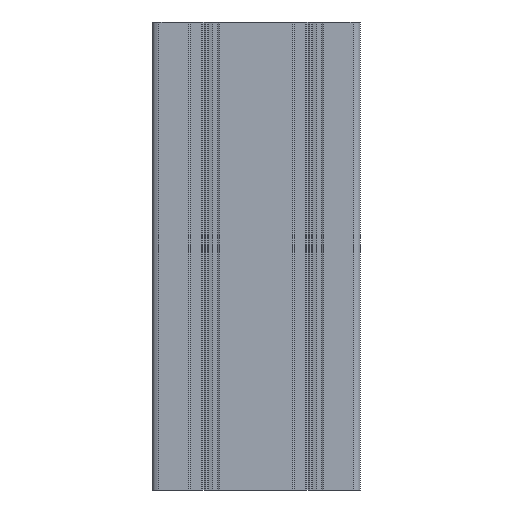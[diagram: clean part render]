
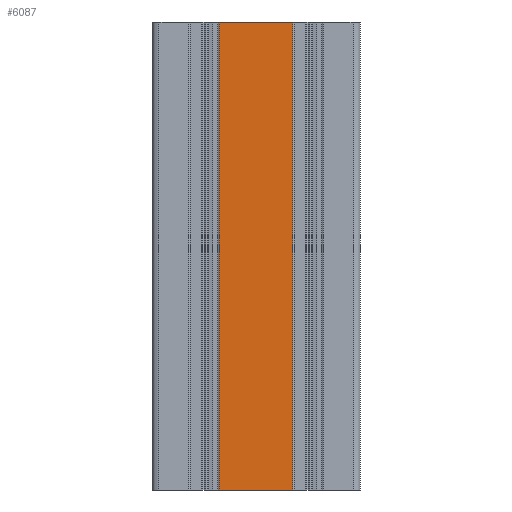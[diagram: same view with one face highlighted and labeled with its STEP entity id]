
A CAD part, left-side view. The second image highlights one B-rep face of the part: STEP entity #6087.
In plain terms, the highlighted planar face has unit normal (-1, 0, 0).
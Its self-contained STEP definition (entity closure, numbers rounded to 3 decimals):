
#892=ORIENTED_EDGE('',*,*,#2640,.F.);
#893=ORIENTED_EDGE('',*,*,#2639,.F.);
#894=ORIENTED_EDGE('',*,*,#2641,.T.);
#895=ORIENTED_EDGE('',*,*,#2642,.T.);
#2639=EDGE_CURVE('',#3457,#3456,#4121,.T.);
#2640=EDGE_CURVE('',#3456,#3458,#4122,.T.);
#2641=EDGE_CURVE('',#3457,#3459,#4123,.T.);
#2642=EDGE_CURVE('',#3459,#3458,#4124,.T.);
#3456=VERTEX_POINT('',#9405);
#3457=VERTEX_POINT('',#9407);
#3458=VERTEX_POINT('',#9411);
#3459=VERTEX_POINT('',#9413);
#4121=LINE('',#9408,#4771);
#4122=LINE('',#9410,#4772);
#4123=LINE('',#9412,#4773);
#4124=LINE('',#9414,#4774);
#4771=VECTOR('',#7526,1000.);
#4772=VECTOR('',#7529,1000.);
#4773=VECTOR('',#7530,1000.);
#4774=VECTOR('',#7531,1000.);
#5263=EDGE_LOOP('',(#892,#893,#894,#895));
#5589=FACE_BOUND('',#5263,.T.);
#5881=PLANE('',#6480);
#6087=ADVANCED_FACE('',(#5589),#5881,.T.);
#6480=AXIS2_PLACEMENT_3D('',#9409,#7527,#7528);
#7526=DIRECTION('',(0.,0.,1.));
#7527=DIRECTION('',(-1.,0.,0.));
#7528=DIRECTION('',(0.,0.,1.));
#7529=DIRECTION('',(0.,-1.,0.));
#7530=DIRECTION('',(0.,-1.,0.));
#7531=DIRECTION('',(0.,0.,1.));
#9405=CARTESIAN_POINT('',(-15.,10.6,0.));
#9407=CARTESIAN_POINT('',(-15.,10.6,-135.));
#9408=CARTESIAN_POINT('',(-15.,10.6,-135.));
#9409=CARTESIAN_POINT('',(-15.,10.6,-135.));
#9410=CARTESIAN_POINT('',(-15.,10.6,0.));
#9411=CARTESIAN_POINT('',(-15.,-10.6,0.));
#9412=CARTESIAN_POINT('',(-15.,10.6,-135.));
#9413=CARTESIAN_POINT('',(-15.,-10.6,-135.));
#9414=CARTESIAN_POINT('',(-15.,-10.6,-135.));
